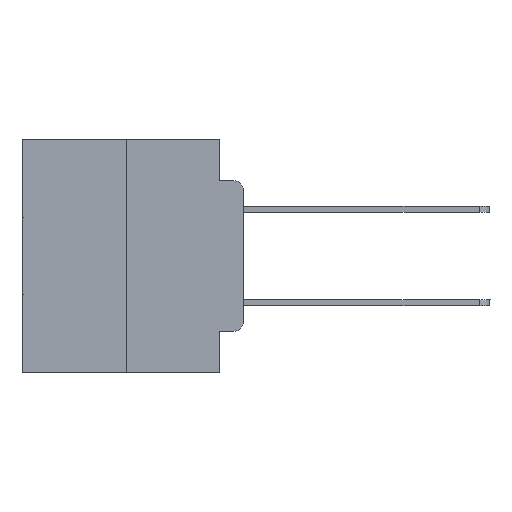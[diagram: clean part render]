
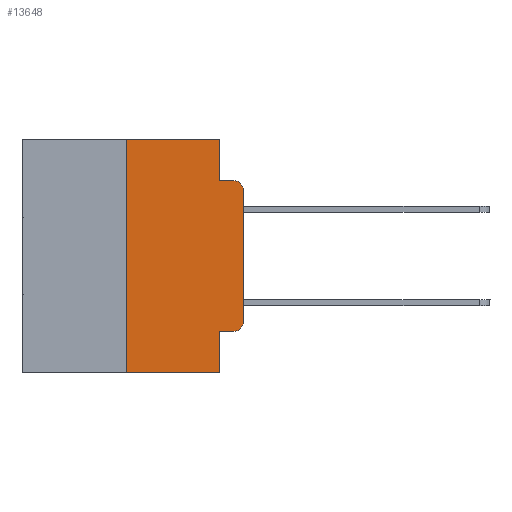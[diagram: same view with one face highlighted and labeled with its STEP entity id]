
A CAD part, left-side view. The second image highlights one B-rep face of the part: STEP entity #13648.
In plain terms, the highlighted planar face has unit normal (-1, 0, 0).
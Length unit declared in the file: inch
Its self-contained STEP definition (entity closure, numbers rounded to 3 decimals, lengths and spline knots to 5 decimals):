
#1587 = ORIENTED_EDGE ( 'NONE', *, *, #8785, .T. ) ;
#2015 = VECTOR ( 'NONE', #26939, 39.37008 ) ;
#2245 = LINE ( 'NONE', #11913, #15582 ) ;
#2414 = DIRECTION ( 'NONE',  ( -1., 0., 0. ) ) ;
#3117 = DIRECTION ( 'NONE',  ( 0., -1., 0. ) ) ;
#4334 = CARTESIAN_POINT ( 'NONE',  ( 0., 0.473, 0. ) ) ;
#4554 = ORIENTED_EDGE ( 'NONE', *, *, #16097, .T. ) ;
#4591 = DIRECTION ( 'NONE',  ( -1., 0., 0. ) ) ;
#4607 = CARTESIAN_POINT ( 'NONE',  ( 0., 0.25, -0.5 ) ) ;
#4767 = EDGE_CURVE ( 'NONE', #19503, #19229, #17969, .T. ) ;
#4768 = CARTESIAN_POINT ( 'NONE',  ( 0., 0.051, -0.0885 ) ) ;
#6482 = VECTOR ( 'NONE', #12713, 39.37008 ) ;
#6505 = DIRECTION ( 'NONE',  ( 0., 0., -1. ) ) ;
#6592 = DIRECTION ( 'NONE',  ( 0., 0., 1. ) ) ;
#6869 = EDGE_CURVE ( 'NONE', #19503, #7351, #27740, .T. ) ;
#6910 = VECTOR ( 'NONE', #7106, 39.37008 ) ;
#7098 = CARTESIAN_POINT ( 'NONE',  ( 0., 0.051, -0.0885 ) ) ;
#7106 = DIRECTION ( 'NONE',  ( 0., 0., -1. ) ) ;
#7168 = ORIENTED_EDGE ( 'NONE', *, *, #6869, .T. ) ;
#7351 = VERTEX_POINT ( 'NONE', #14562 ) ;
#8249 = CARTESIAN_POINT ( 'NONE',  ( 0., 0.02, -0.0885 ) ) ;
#8286 = CARTESIAN_POINT ( 'NONE',  ( 0., 0.051, 0. ) ) ;
#8530 = DIRECTION ( 'NONE',  ( 1., 0., 0. ) ) ;
#8678 = CARTESIAN_POINT ( 'NONE',  ( 0., 0.25, 0. ) ) ;
#8753 = ORIENTED_EDGE ( 'NONE', *, *, #11330, .T. ) ;
#8785 = EDGE_CURVE ( 'NONE', #7351, #17420, #25509, .T. ) ;
#9191 = ORIENTED_EDGE ( 'NONE', *, *, #9346, .F. ) ;
#9346 = EDGE_CURVE ( 'NONE', #22860, #9639, #25294, .T. ) ;
#9487 = ORIENTED_EDGE ( 'NONE', *, *, #4767, .F. ) ;
#9639 = VERTEX_POINT ( 'NONE', #4768 ) ;
#10001 = CARTESIAN_POINT ( 'NONE',  ( 0., 0.051, 0. ) ) ;
#10279 = EDGE_CURVE ( 'NONE', #17420, #27170, #18871, .T. ) ;
#10685 = VERTEX_POINT ( 'NONE', #8249 ) ;
#11330 = EDGE_CURVE ( 'NONE', #27170, #10685, #28162, .T. ) ;
#11509 = LINE ( 'NONE', #18134, #2015 ) ;
#11913 = CARTESIAN_POINT ( 'NONE',  ( 0., 0.25, 0. ) ) ;
#12299 = CARTESIAN_POINT ( 'NONE',  ( 0., 0.051, -0.4115 ) ) ;
#12713 = DIRECTION ( 'NONE',  ( 0., -1., 0. ) ) ;
#13438 = EDGE_LOOP ( 'NONE', ( #21604, #8753, #14734, #9191, #18104, #15223, #4554, #9487, #7168, #1587 ) ) ;
#13642 = VECTOR ( 'NONE', #17504, 39.37008 ) ;
#13648 = ADVANCED_FACE ( 'NONE', ( #26131 ), #24275, .F. ) ;
#14562 = CARTESIAN_POINT ( 'NONE',  ( 0., 0.02, -0.4115 ) ) ;
#14734 = ORIENTED_EDGE ( 'NONE', *, *, #18930, .F. ) ;
#15223 = ORIENTED_EDGE ( 'NONE', *, *, #27652, .F. ) ;
#15582 = VECTOR ( 'NONE', #6592, 39.37008 ) ;
#16097 = EDGE_CURVE ( 'NONE', #27140, #19229, #11509, .T. ) ;
#16549 = LINE ( 'NONE', #16693, #26082 ) ;
#16687 = AXIS2_PLACEMENT_3D ( 'NONE', #4334, #8530, #6505 ) ;
#16693 = CARTESIAN_POINT ( 'NONE',  ( 0., 0.473, 0. ) ) ;
#17420 = VERTEX_POINT ( 'NONE', #26115 ) ;
#17429 = CARTESIAN_POINT ( 'NONE',  ( 0., 0.051, -0.5 ) ) ;
#17504 = DIRECTION ( 'NONE',  ( 0., -1., 0. ) ) ;
#17602 = CARTESIAN_POINT ( 'NONE',  ( 0., 0., -0.1085 ) ) ;
#17791 = LINE ( 'NONE', #7098, #13642 ) ;
#17870 = CARTESIAN_POINT ( 'NONE',  ( 0., 0.02, -0.3915 ) ) ;
#17969 = LINE ( 'NONE', #28515, #27582 ) ;
#18104 = ORIENTED_EDGE ( 'NONE', *, *, #18167, .F. ) ;
#18134 = CARTESIAN_POINT ( 'NONE',  ( 0., 0.473, -0.5 ) ) ;
#18167 = EDGE_CURVE ( 'NONE', #20661, #22860, #16549, .T. ) ;
#18871 = LINE ( 'NONE', #27677, #21862 ) ;
#18930 = EDGE_CURVE ( 'NONE', #9639, #10685, #17791, .T. ) ;
#19229 = VERTEX_POINT ( 'NONE', #17429 ) ;
#19503 = VERTEX_POINT ( 'NONE', #25215 ) ;
#20044 = DIRECTION ( 'NONE',  ( 0., 0., -1. ) ) ;
#20661 = VERTEX_POINT ( 'NONE', #8678 ) ;
#21176 = DIRECTION ( 'NONE',  ( 0., 0., 1. ) ) ;
#21604 = ORIENTED_EDGE ( 'NONE', *, *, #10279, .T. ) ;
#21862 = VECTOR ( 'NONE', #21176, 39.37008 ) ;
#22860 = VERTEX_POINT ( 'NONE', #8286 ) ;
#23220 = AXIS2_PLACEMENT_3D ( 'NONE', #17870, #4591, #24378 ) ;
#24275 = PLANE ( 'NONE',  #16687 ) ;
#24378 = DIRECTION ( 'NONE',  ( 0., 0., -1. ) ) ;
#25215 = CARTESIAN_POINT ( 'NONE',  ( 0., 0.051, -0.4115 ) ) ;
#25294 = LINE ( 'NONE', #10001, #6910 ) ;
#25509 = CIRCLE ( 'NONE', #23220, 0.02 ) ;
#25843 = AXIS2_PLACEMENT_3D ( 'NONE', #26542, #2414, #20044 ) ;
#26082 = VECTOR ( 'NONE', #3117, 39.37008 ) ;
#26115 = CARTESIAN_POINT ( 'NONE',  ( 0., 0., -0.3915 ) ) ;
#26131 = FACE_OUTER_BOUND ( 'NONE', #13438, .T. ) ;
#26542 = CARTESIAN_POINT ( 'NONE',  ( 0., 0.02, -0.1085 ) ) ;
#26769 = DIRECTION ( 'NONE',  ( 0., 0., -1. ) ) ;
#26939 = DIRECTION ( 'NONE',  ( 0., -1., 0. ) ) ;
#27140 = VERTEX_POINT ( 'NONE', #4607 ) ;
#27170 = VERTEX_POINT ( 'NONE', #17602 ) ;
#27582 = VECTOR ( 'NONE', #26769, 39.37008 ) ;
#27652 = EDGE_CURVE ( 'NONE', #27140, #20661, #2245, .T. ) ;
#27677 = CARTESIAN_POINT ( 'NONE',  ( 0., 0., 0. ) ) ;
#27740 = LINE ( 'NONE', #12299, #6482 ) ;
#28162 = CIRCLE ( 'NONE', #25843, 0.02 ) ;
#28515 = CARTESIAN_POINT ( 'NONE',  ( 0., 0.051, 0. ) ) ;
